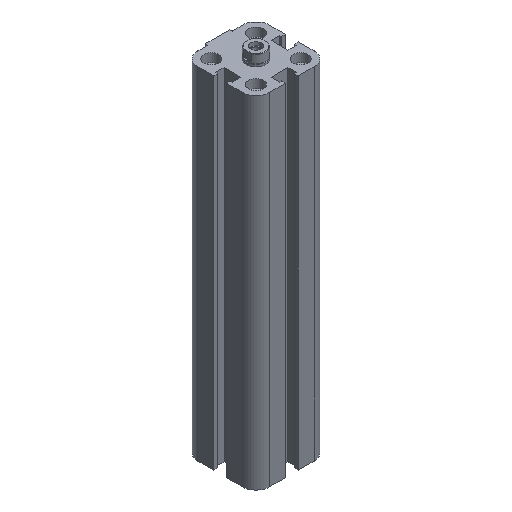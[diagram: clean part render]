
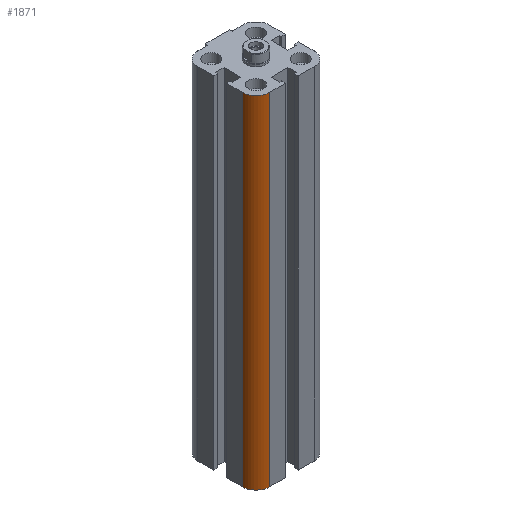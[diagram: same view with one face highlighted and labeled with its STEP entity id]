
A CAD part, isometric view. The second image highlights one B-rep face of the part: STEP entity #1871.
In plain terms, the highlighted cylindrical face has radius 5.5 mm (diameter 11 mm), a partial arc.
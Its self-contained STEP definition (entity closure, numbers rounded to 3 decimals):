
#111=LINE('',#2715,#219);
#113=LINE('',#2719,#221);
#219=VECTOR('',#2252,1000.);
#221=VECTOR('',#2258,1000.);
#442=ORIENTED_EDGE('',*,*,#751,.F.);
#443=ORIENTED_EDGE('',*,*,#688,.F.);
#444=ORIENTED_EDGE('',*,*,#749,.T.);
#445=ORIENTED_EDGE('',*,*,#714,.T.);
#688=EDGE_CURVE('',#859,#860,#965,.T.);
#714=EDGE_CURVE('',#886,#885,#972,.T.);
#749=EDGE_CURVE('',#859,#886,#111,.T.);
#751=EDGE_CURVE('',#860,#885,#113,.T.);
#859=VERTEX_POINT('',#2592);
#860=VERTEX_POINT('',#2594);
#885=VERTEX_POINT('',#2645);
#886=VERTEX_POINT('',#2647);
#965=CIRCLE('',#1970,5.5);
#972=CIRCLE('',#1978,5.5);
#1040=EDGE_LOOP('',(#442,#443,#444,#445));
#1176=FACE_BOUND('',#1040,.T.);
#1289=CYLINDRICAL_SURFACE('',#1992,5.5);
#1871=ADVANCED_FACE('',(#1176),#1289,.T.);
#1970=AXIS2_PLACEMENT_3D('',#2593,#2159,#2160);
#1978=AXIS2_PLACEMENT_3D('',#2646,#2194,#2195);
#1992=AXIS2_PLACEMENT_3D('',#2718,#2256,#2257);
#2159=DIRECTION('',(0.,0.,-1.));
#2160=DIRECTION('',(1.,0.,0.));
#2194=DIRECTION('',(0.,0.,-1.));
#2195=DIRECTION('',(1.,0.,0.));
#2252=DIRECTION('',(0.,0.,1.));
#2256=DIRECTION('',(0.,0.,1.));
#2257=DIRECTION('',(1.,0.,0.));
#2258=DIRECTION('',(0.,0.,1.));
#2592=CARTESIAN_POINT('',(-9.,-14.5,0.));
#2593=CARTESIAN_POINT('',(-9.,-9.,0.));
#2594=CARTESIAN_POINT('',(-14.5,-9.,0.));
#2645=CARTESIAN_POINT('',(-14.5,-9.,138.));
#2646=CARTESIAN_POINT('',(-9.,-9.,138.));
#2647=CARTESIAN_POINT('',(-9.,-14.5,138.));
#2715=CARTESIAN_POINT('',(-9.,-14.5,12.5));
#2718=CARTESIAN_POINT('',(-9.,-9.,0.));
#2719=CARTESIAN_POINT('',(-14.5,-9.,12.5));
